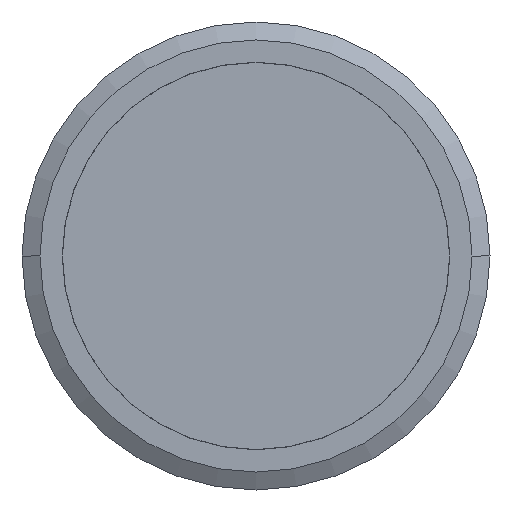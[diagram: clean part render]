
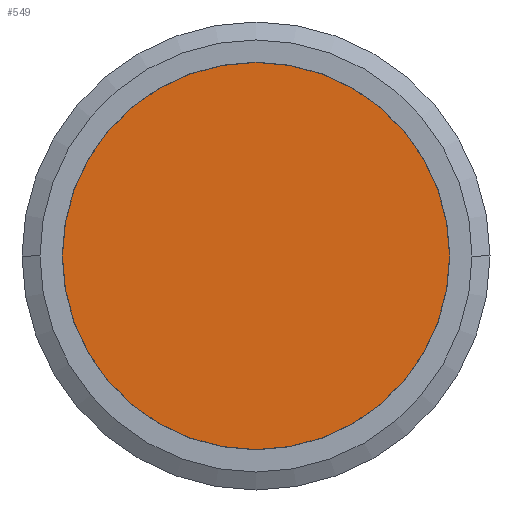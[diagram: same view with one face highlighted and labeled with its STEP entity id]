
A CAD part, front view. The second image highlights one B-rep face of the part: STEP entity #549.
In plain terms, the highlighted planar face has unit normal (0, -1, 0).
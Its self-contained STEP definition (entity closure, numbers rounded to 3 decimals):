
#549=ADVANCED_FACE('',(#1103),#1104,.T.);
#1103=FACE_OUTER_BOUND('',#1701,.T.);
#1104=PLANE('',#1702);
#1701=EDGE_LOOP('',(#3115,#3116));
#1702=AXIS2_PLACEMENT_3D('',#3117,#3118,#3119);
#3115=ORIENTED_EDGE('',*,*,#3153,.T.);
#3116=ORIENTED_EDGE('',*,*,#3677,.T.);
#3117=CARTESIAN_POINT('',(0.0,-0.01,6.204));
#3118=DIRECTION('',(0.0,-1.0,0.0));
#3119=DIRECTION('',(0.0,0.0,1.0));
#3153=EDGE_CURVE('',#3692,#3696,#3698,.T.);
#3677=EDGE_CURVE('',#3696,#3692,#4409,.T.);
#3692=VERTEX_POINT('',#4428);
#3696=VERTEX_POINT('',#4433);
#3698=CIRCLE('',#4436,12.408);
#4409=CIRCLE('',#5506,12.408);
#4428=CARTESIAN_POINT('',(0.0,-0.01,12.408));
#4433=CARTESIAN_POINT('',(0.,-0.01,-12.408));
#4436=AXIS2_PLACEMENT_3D('',#5530,#5531,#5532);
#5506=AXIS2_PLACEMENT_3D('',#6219,#6220,#6221);
#5530=CARTESIAN_POINT('',(0.0,-0.01,0.0));
#5531=DIRECTION('',(0.0,-1.0,0.0));
#5532=DIRECTION('',(0.0,0.0,1.0));
#6219=CARTESIAN_POINT('',(0.0,-0.01,0.0));
#6220=DIRECTION('',(0.0,-1.0,0.0));
#6221=DIRECTION('',(0.0,0.0,1.0));
